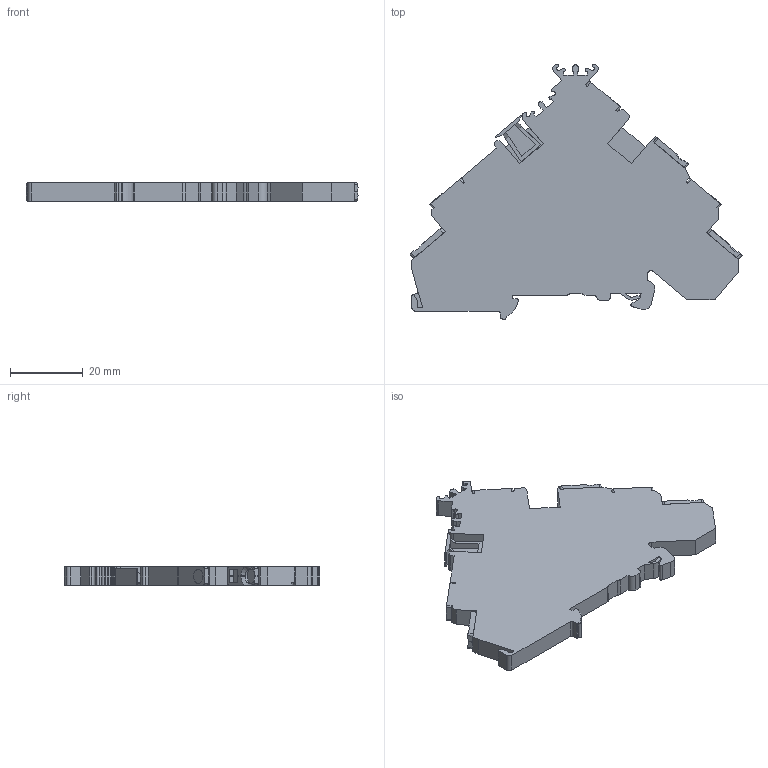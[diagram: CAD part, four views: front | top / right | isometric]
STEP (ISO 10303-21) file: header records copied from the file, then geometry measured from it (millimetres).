
FILE_DESCRIPTION((''),'2;1');
FILE_NAME('JDZONG_ASM','2023-11-21T',('dell'),(''),'PRO/ENGINEER BY PARAMETRIC TECHNOLOGY CORPORATION, 2013230','PRO/ENGINEER BY PARAMETRIC TECHNOLOGY CORPORATION, 2013230','');
FILE_SCHEMA(('AUTOMOTIVE_DESIGN { 1 0 10303 214 1 1 1 1 }'));
Length unit declared in the file: millimetre
Products named in the file (1): JDZONG_ASM
Bounding box: 91.41 x 70.4 x 5 mm (x, y, z)
Volume: 17835.5 mm3; surface area: 10069.6 mm2
Topology: 1 solids, 6 shells, 341 faces, 947 edges, 626 vertices
Faces by surface type: plane 222, cylinder 99, cone 20
Entity records: 12308 total; most frequent: CARTESIAN_POINT 2042, ORIENTED_EDGE 1894, DIRECTION 1840, EDGE_CURVE 947, VECTOR 694, LINE 694, VERTEX_POINT 626, AXIS2_PLACEMENT_3D 573
